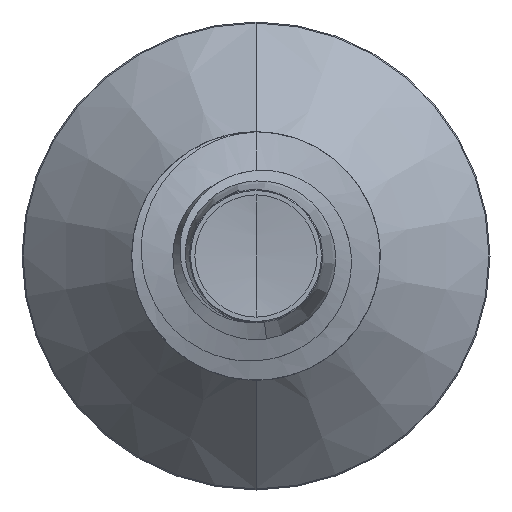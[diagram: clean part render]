
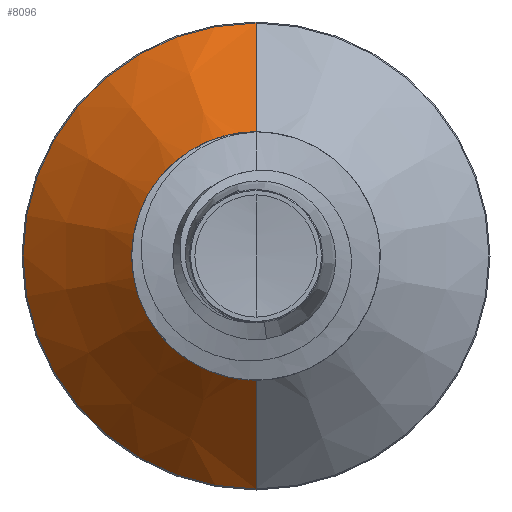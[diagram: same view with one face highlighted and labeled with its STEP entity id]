
A CAD part, front view. The second image highlights one B-rep face of the part: STEP entity #8096.
In plain terms, the highlighted conical face has half-angle 45 degrees and reference radius 2.744 mm.
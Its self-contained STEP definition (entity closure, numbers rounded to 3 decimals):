
#223 = AXIS2_PLACEMENT_3D ( 'NONE', #1641, #1626, #1600 ) ;
#1016 = DIRECTION ( 'NONE',  ( 0., 0., 1. ) ) ;
#1038 = DIRECTION ( 'NONE',  ( 0., 1., 0. ) ) ;
#1073 = CARTESIAN_POINT ( 'NONE',  ( 0., 11.624, 0. ) ) ;
#1233 = AXIS2_PLACEMENT_3D ( 'NONE', #6707, #6640, #6658 ) ;
#1600 = DIRECTION ( 'NONE',  ( 0., 0., 1. ) ) ;
#1626 = DIRECTION ( 'NONE',  ( 0., 1., 0. ) ) ;
#1641 = CARTESIAN_POINT ( 'NONE',  ( 0., 8.745, 0. ) ) ;
#1882 = LINE ( 'NONE', #12976, #5105 ) ;
#3434 = DIRECTION ( 'NONE',  ( 0., 0.707, 0.707 ) ) ;
#3485 = CARTESIAN_POINT ( 'NONE',  ( 0., 8.745, 2.745 ) ) ;
#3595 = FACE_OUTER_BOUND ( 'NONE', #7466, .T. ) ;
#3903 = EDGE_CURVE ( 'NONE', #7077, #6613, #11397, .T. ) ;
#4307 = EDGE_CURVE ( 'NONE', #11278, #7077, #8567, .T. ) ;
#4445 = EDGE_CURVE ( 'NONE', #4799, #6613, #8265, .T. ) ;
#4756 = CARTESIAN_POINT ( 'NONE',  ( 0., 11.624, -5.624 ) ) ;
#4799 = VERTEX_POINT ( 'NONE', #4756 ) ;
#5073 = EDGE_CURVE ( 'NONE', #11278, #4799, #1882, .T. ) ;
#5105 = VECTOR ( 'NONE', #12788, 1000. ) ;
#5411 = CARTESIAN_POINT ( 'NONE',  ( 0., 8.745, 2.745 ) ) ;
#6613 = VERTEX_POINT ( 'NONE', #12699 ) ;
#6640 = DIRECTION ( 'NONE',  ( 0., 1., 0. ) ) ;
#6658 = DIRECTION ( 'NONE',  ( 0., 0., 1. ) ) ;
#6707 = CARTESIAN_POINT ( 'NONE',  ( 0., 8.745, 0. ) ) ;
#6723 = CONICAL_SURFACE ( 'NONE', #1233, 2.745, 0.785 ) ;
#7065 = CARTESIAN_POINT ( 'NONE',  ( 0., 8.745, -2.745 ) ) ;
#7077 = VERTEX_POINT ( 'NONE', #5411 ) ;
#7466 = EDGE_LOOP ( 'NONE', ( #11889, #13154, #8052, #10846 ) ) ;
#8052 = ORIENTED_EDGE ( 'NONE', *, *, #3903, .T. ) ;
#8096 = ADVANCED_FACE ( 'NONE', ( #3595 ), #6723, .T. ) ;
#8265 = CIRCLE ( 'NONE', #9162, 5.624 ) ;
#8567 = CIRCLE ( 'NONE', #223, 2.745 ) ;
#9162 = AXIS2_PLACEMENT_3D ( 'NONE', #1073, #1038, #1016 ) ;
#10846 = ORIENTED_EDGE ( 'NONE', *, *, #4445, .F. ) ;
#11141 = VECTOR ( 'NONE', #3434, 1000. ) ;
#11278 = VERTEX_POINT ( 'NONE', #7065 ) ;
#11397 = LINE ( 'NONE', #3485, #11141 ) ;
#11889 = ORIENTED_EDGE ( 'NONE', *, *, #5073, .F. ) ;
#12699 = CARTESIAN_POINT ( 'NONE',  ( 0., 11.624, 5.624 ) ) ;
#12788 = DIRECTION ( 'NONE',  ( 0., 0.707, -0.707 ) ) ;
#12976 = CARTESIAN_POINT ( 'NONE',  ( 0., 8.745, -2.745 ) ) ;
#13154 = ORIENTED_EDGE ( 'NONE', *, *, #4307, .T. ) ;
